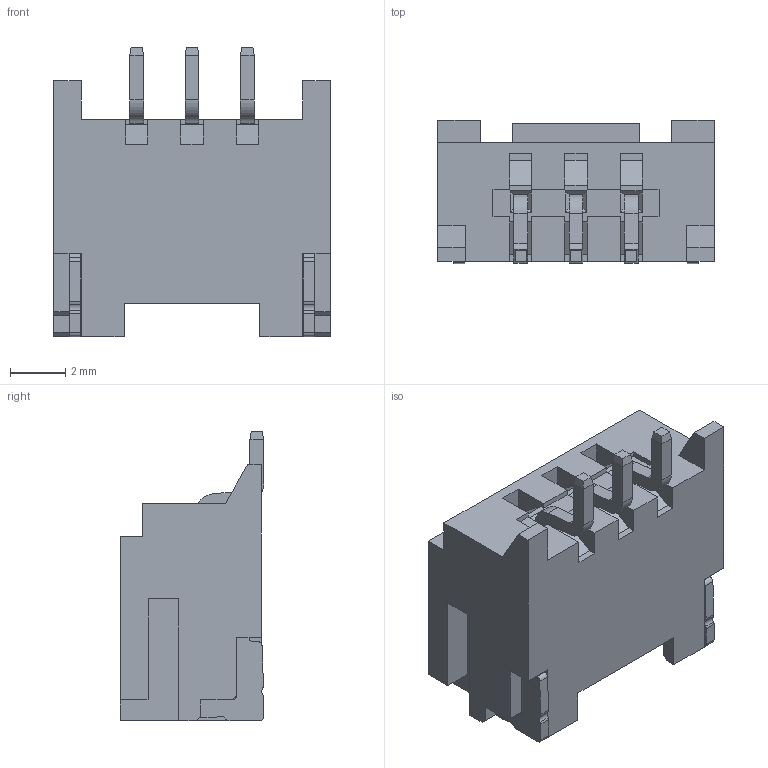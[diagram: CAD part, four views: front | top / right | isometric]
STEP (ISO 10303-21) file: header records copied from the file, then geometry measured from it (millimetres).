
FILE_DESCRIPTION (( 'STEP AP214' ), '1' );
FILE_NAME ('WF08-0N03T52N11.STEP', '2023-08-12T03:20:15', ( '' ), ( '' ), 'SwSTEP 2.0', 'SolidWorks 2023', '' );
FILE_SCHEMA (( 'AUTOMOTIVE_DESIGN' ));
Length unit declared in the file: millimetre
Products named in the file (1): WF08-0N03T52N11
Bounding box: 10 x 5.18 x 10.45 mm (x, y, z)
Volume: 196.9 mm3; surface area: 534.3 mm2
Topology: 1 solids, 1 shells, 300 faces, 862 edges, 558 vertices
Faces by surface type: plane 244, cylinder 56
Entity records: 10857 total; most frequent: ORIENTED_EDGE 1724, CARTESIAN_POINT 1721, DIRECTION 1576, EDGE_CURVE 862, VECTOR 750, LINE 750, VERTEX_POINT 558, AXIS2_PLACEMENT_3D 413
